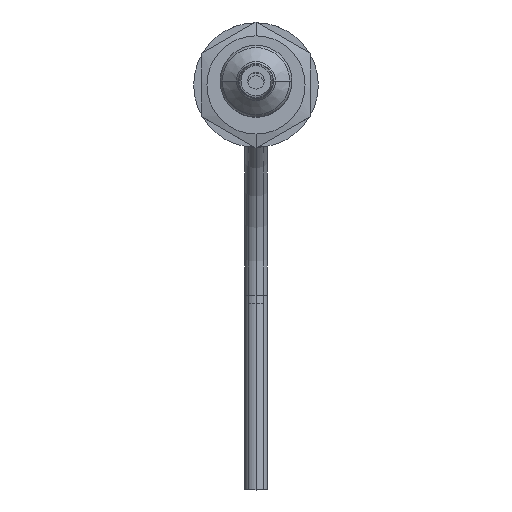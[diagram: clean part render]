
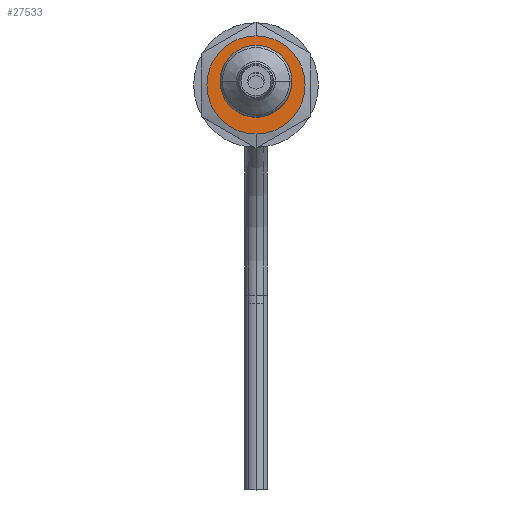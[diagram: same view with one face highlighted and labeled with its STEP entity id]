
A CAD part, top view. The second image highlights one B-rep face of the part: STEP entity #27533.
In plain terms, the highlighted planar face has unit normal (0, 0, 1).
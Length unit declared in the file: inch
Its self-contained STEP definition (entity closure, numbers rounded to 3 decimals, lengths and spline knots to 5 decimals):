
#27316=CARTESIAN_POINT('',(0.,0.,2.2));
#27317=DIRECTION('',(0.,0.,1.));
#27318=DIRECTION('',(-1.,0.,0.));
#27319=AXIS2_PLACEMENT_3D('',#27316,#27317,#27318);
#27321=CARTESIAN_POINT('',(0.,0.,2.2));
#27322=DIRECTION('',(0.,0.,1.));
#27323=DIRECTION('',(1.,0.,0.));
#27324=AXIS2_PLACEMENT_3D('',#27321,#27322,#27323);
#27326=CARTESIAN_POINT('',(0.,0.,2.2));
#27327=DIRECTION('',(0.,0.,1.));
#27328=DIRECTION('',(0.,1.,0.));
#27329=AXIS2_PLACEMENT_3D('',#27326,#27327,#27328);
#27331=CARTESIAN_POINT('',(0.,0.,2.2));
#27332=DIRECTION('',(0.,0.,1.));
#27333=DIRECTION('',(0.,-1.,0.));
#27334=AXIS2_PLACEMENT_3D('',#27331,#27332,#27333);
#27357=CARTESIAN_POINT('',(-1.65,0.,2.2));
#27359=VERTEX_POINT('',#27357);
#27361=CARTESIAN_POINT('',(1.65,0.,2.2));
#27363=VERTEX_POINT('',#27361);
#27364=CARTESIAN_POINT('',(0.,3.15,2.2));
#27366=VERTEX_POINT('',#27364);
#27368=CARTESIAN_POINT('',(0.,-3.15,2.2));
#27370=VERTEX_POINT('',#27368);
#27518=CARTESIAN_POINT('',(0.,0.,2.2));
#27519=DIRECTION('',(0.,0.,1.));
#27520=DIRECTION('',(1.,0.,0.));
#27521=AXIS2_PLACEMENT_3D('',#27518,#27519,#27520);
#27522=PLANE('',#27521);
#27523=ORIENTED_EDGE('',*,*,#27424,.F.);
#27524=ORIENTED_EDGE('',*,*,#27449,.F.);
#27525=EDGE_LOOP('',(#27523,#27524));
#27526=FACE_OUTER_BOUND('',#27525,.F.);
#27528=ORIENTED_EDGE('',*,*,#27527,.T.);
#27530=ORIENTED_EDGE('',*,*,#27529,.T.);
#27531=EDGE_LOOP('',(#27528,#27530));
#27532=FACE_BOUND('',#27531,.F.);
#27533=ADVANCED_FACE('',(#27526,#27532),#27522,.T.);
#27320=CIRCLE('',#27319,1.65);
#27325=CIRCLE('',#27324,1.65);
#27330=CIRCLE('',#27329,3.15);
#27335=CIRCLE('',#27334,3.15);
#27424=EDGE_CURVE('',#27366,#27370,#27330,.T.);
#27449=EDGE_CURVE('',#27370,#27366,#27335,.T.);
#27527=EDGE_CURVE('',#27359,#27363,#27320,.T.);
#27529=EDGE_CURVE('',#27363,#27359,#27325,.T.);
